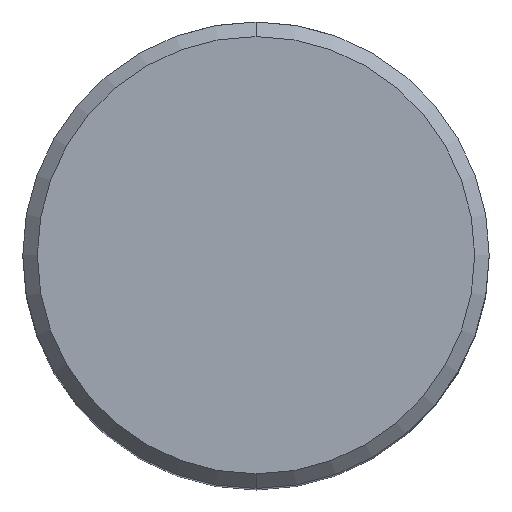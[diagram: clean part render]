
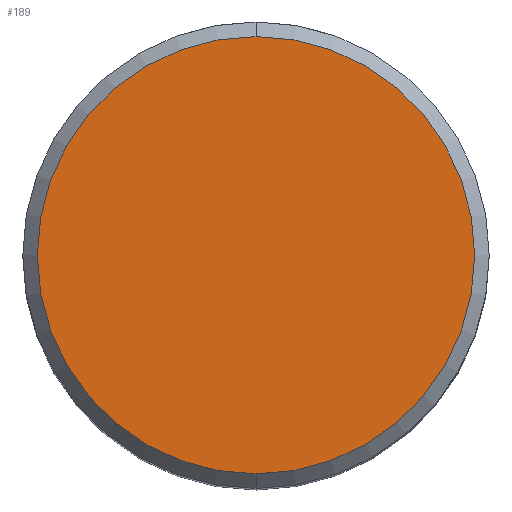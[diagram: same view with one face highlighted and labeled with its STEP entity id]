
A CAD part, top view. The second image highlights one B-rep face of the part: STEP entity #189.
In plain terms, the highlighted planar face has unit normal (0, 0, 1).
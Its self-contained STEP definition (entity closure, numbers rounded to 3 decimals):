
#189=ADVANCED_FACE('',(#496),#497,.T.);
#195=VERTEX_POINT('',#503);
#245=EDGE_CURVE('',#195,#433,#557,.T.);
#433=VERTEX_POINT('',#766);
#451=EDGE_CURVE('',#433,#195,#785,.T.);
#496=FACE_OUTER_BOUND('',#893,.T.);
#497=PLANE('',#894);
#503=CARTESIAN_POINT('',(0.0,15.0,0.0));
#557=CIRCLE('',#1024,15.0);
#766=CARTESIAN_POINT('',(0.,-15.0,0.0));
#785=CIRCLE('',#1589,15.0);
#893=EDGE_LOOP('',(#1612,#1613));
#894=AXIS2_PLACEMENT_3D('',#1614,#1615,#1616);
#1024=AXIS2_PLACEMENT_3D('',#1659,#1660,#1661);
#1589=AXIS2_PLACEMENT_3D('',#1940,#1941,#1942);
#1612=ORIENTED_EDGE('',*,*,#245,.F.);
#1613=ORIENTED_EDGE('',*,*,#451,.F.);
#1614=CARTESIAN_POINT('',(0.0,7.5,0.0));
#1615=DIRECTION('',(-0.0,0.0,1.0));
#1616=DIRECTION('',(0.0,-1.0,0.0));
#1659=CARTESIAN_POINT('',(0.0,0.0,0.0));
#1660=DIRECTION('',(0.0,0.0,-1.0));
#1661=DIRECTION('',(0.0,1.0,0.0));
#1940=CARTESIAN_POINT('',(0.0,0.0,0.0));
#1941=DIRECTION('',(0.0,0.0,-1.0));
#1942=DIRECTION('',(0.0,1.0,0.0));
